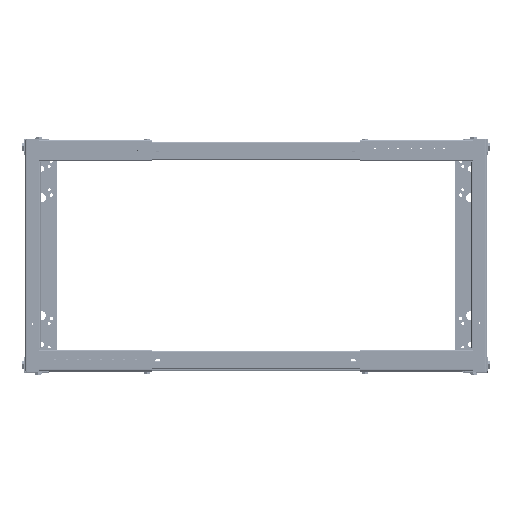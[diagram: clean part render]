
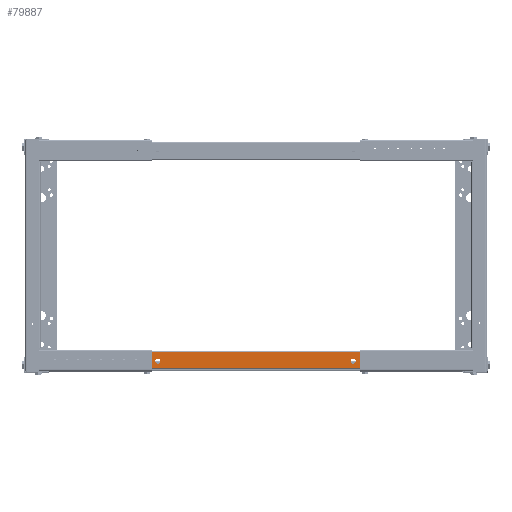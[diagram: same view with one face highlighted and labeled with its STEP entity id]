
A CAD part, top view. The second image highlights one B-rep face of the part: STEP entity #79887.
In plain terms, the highlighted face is planar.
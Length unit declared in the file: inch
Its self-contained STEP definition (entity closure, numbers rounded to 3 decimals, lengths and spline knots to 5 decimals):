
#5 = EDGE_LOOP ( 'NONE', ( #4811, #26513 ) ) ;
#1273 = CARTESIAN_POINT ( 'NONE',  ( -0.11811, 0.34028, -8.26575 ) ) ;
#2646 = CARTESIAN_POINT ( 'NONE',  ( -0.11811, 0.34028, -9.48819 ) ) ;
#3528 = DIRECTION ( 'NONE',  ( 0., -1., 0. ) ) ;
#3901 = AXIS2_PLACEMENT_3D ( 'NONE', #76340, #63019, #42124 ) ;
#4668 = LINE ( 'NONE', #71757, #40438 ) ;
#4811 = ORIENTED_EDGE ( 'NONE', *, *, #35130, .T. ) ;
#6778 = ORIENTED_EDGE ( 'NONE', *, *, #44771, .T. ) ;
#6893 = DIRECTION ( 'NONE',  ( 0., -1., 0. ) ) ;
#8443 = ORIENTED_EDGE ( 'NONE', *, *, #46170, .T. ) ;
#9304 = VERTEX_POINT ( 'NONE', #84453 ) ;
#12231 = CIRCLE ( 'NONE', #40580, 0.22244 ) ;
#13119 = CARTESIAN_POINT ( 'NONE',  ( -0.68898, 0.34028, 9.84252 ) ) ;
#15115 = ORIENTED_EDGE ( 'NONE', *, *, #72510, .T. ) ;
#15549 = VECTOR ( 'NONE', #68183, 39.37008 ) ;
#16798 = VERTEX_POINT ( 'NONE', #53816 ) ;
#16916 = VERTEX_POINT ( 'NONE', #69343 ) ;
#17478 = AXIS2_PLACEMENT_3D ( 'NONE', #2646, #3528, #50616 ) ;
#17992 = EDGE_LOOP ( 'NONE', ( #8443, #18129 ) ) ;
#18129 = ORIENTED_EDGE ( 'NONE', *, *, #27008, .T. ) ;
#18446 = EDGE_CURVE ( 'NONE', #68697, #51206, #50153, .T. ) ;
#18621 = AXIS2_PLACEMENT_3D ( 'NONE', #71247, #43699, #44579 ) ;
#18841 = ORIENTED_EDGE ( 'NONE', *, *, #61390, .T. ) ;
#19014 = AXIS2_PLACEMENT_3D ( 'NONE', #20993, #48536, #28539 ) ;
#20350 = CARTESIAN_POINT ( 'NONE',  ( -0.11811, 0.34028, -9.26575 ) ) ;
#20466 = CIRCLE ( 'NONE', #19014, 0.22244 ) ;
#20993 = CARTESIAN_POINT ( 'NONE',  ( -0.11811, 0.34028, 8.48819 ) ) ;
#21366 = VECTOR ( 'NONE', #84339, 39.37008 ) ;
#22618 = VERTEX_POINT ( 'NONE', #20350 ) ;
#26513 = ORIENTED_EDGE ( 'NONE', *, *, #67043, .T. ) ;
#26986 = DIRECTION ( 'NONE',  ( 0., 0., -1. ) ) ;
#27008 = EDGE_CURVE ( 'NONE', #16798, #46411, #60638, .T. ) ;
#27717 = CARTESIAN_POINT ( 'NONE',  ( -0.11811, 0.34028, 8.71063 ) ) ;
#28539 = DIRECTION ( 'NONE',  ( 0., 0., 1. ) ) ;
#29424 = AXIS2_PLACEMENT_3D ( 'NONE', #78819, #38370, #72582 ) ;
#29561 = FACE_BOUND ( 'NONE', #5, .T. ) ;
#30605 = EDGE_CURVE ( 'NONE', #67699, #56852, #47746, .T. ) ;
#30802 = CIRCLE ( 'NONE', #29424, 0.22244 ) ;
#31754 = DIRECTION ( 'NONE',  ( 0., 0., 1. ) ) ;
#32469 = VECTOR ( 'NONE', #26986, 39.37008 ) ;
#32552 = AXIS2_PLACEMENT_3D ( 'NONE', #60801, #74141, #83748 ) ;
#33155 = AXIS2_PLACEMENT_3D ( 'NONE', #67752, #6893, #39330 ) ;
#33698 = FACE_BOUND ( 'NONE', #17992, .T. ) ;
#35130 = EDGE_CURVE ( 'NONE', #22618, #54017, #52927, .T. ) ;
#38370 = DIRECTION ( 'NONE',  ( 0., -1., 0. ) ) ;
#39030 = ORIENTED_EDGE ( 'NONE', *, *, #75241, .T. ) ;
#39330 = DIRECTION ( 'NONE',  ( 0., 0., 1. ) ) ;
#40399 = CIRCLE ( 'NONE', #54612, 0.22244 ) ;
#40438 = VECTOR ( 'NONE', #31754, 39.37008 ) ;
#40580 = AXIS2_PLACEMENT_3D ( 'NONE', #51965, #44863, #71100 ) ;
#41086 = CARTESIAN_POINT ( 'NONE',  ( 0., 0.34028, -9.84252 ) ) ;
#42124 = DIRECTION ( 'NONE',  ( 0., 0., 1. ) ) ;
#43699 = DIRECTION ( 'NONE',  ( 0., -1., 0. ) ) ;
#44579 = DIRECTION ( 'NONE',  ( 0., 0., 1. ) ) ;
#44771 = EDGE_CURVE ( 'NONE', #9304, #45753, #40399, .T. ) ;
#44863 = DIRECTION ( 'NONE',  ( 0., -1., 0. ) ) ;
#45566 = CIRCLE ( 'NONE', #18621, 0.22244 ) ;
#45753 = VERTEX_POINT ( 'NONE', #65404 ) ;
#46170 = EDGE_CURVE ( 'NONE', #46411, #16798, #12231, .T. ) ;
#46411 = VERTEX_POINT ( 'NONE', #1273 ) ;
#46560 = VERTEX_POINT ( 'NONE', #27717 ) ;
#47746 = LINE ( 'NONE', #41086, #15549 ) ;
#48536 = DIRECTION ( 'NONE',  ( 0., -1., 0. ) ) ;
#50153 = LINE ( 'NONE', #71890, #21366 ) ;
#50616 = DIRECTION ( 'NONE',  ( 0., 0., 1. ) ) ;
#51194 = EDGE_CURVE ( 'NONE', #16916, #46560, #20466, .T. ) ;
#51206 = VERTEX_POINT ( 'NONE', #68535 ) ;
#51965 = CARTESIAN_POINT ( 'NONE',  ( -0.11811, 0.34028, -8.48819 ) ) ;
#52927 = CIRCLE ( 'NONE', #17478, 0.22244 ) ;
#53816 = CARTESIAN_POINT ( 'NONE',  ( -0.11811, 0.34028, -8.71063 ) ) ;
#54017 = VERTEX_POINT ( 'NONE', #58627 ) ;
#54144 = FACE_BOUND ( 'NONE', #82712, .T. ) ;
#54351 = DIRECTION ( 'NONE',  ( 0., 0., 1. ) ) ;
#54612 = AXIS2_PLACEMENT_3D ( 'NONE', #81004, #79706, #54351 ) ;
#55977 = CARTESIAN_POINT ( 'NONE',  ( -0.68898, 0.34028, -9.84252 ) ) ;
#56666 = FACE_OUTER_BOUND ( 'NONE', #73547, .T. ) ;
#56852 = VERTEX_POINT ( 'NONE', #82734 ) ;
#58627 = CARTESIAN_POINT ( 'NONE',  ( -0.11811, 0.34028, -9.71063 ) ) ;
#59267 = EDGE_CURVE ( 'NONE', #51206, #56852, #66542, .T. ) ;
#60638 = CIRCLE ( 'NONE', #3901, 0.22244 ) ;
#60801 = CARTESIAN_POINT ( 'NONE',  ( 0.80709, 0.34028, -9.84252 ) ) ;
#61390 = EDGE_CURVE ( 'NONE', #45753, #9304, #30802, .T. ) ;
#63019 = DIRECTION ( 'NONE',  ( 0., -1., 0. ) ) ;
#65404 = CARTESIAN_POINT ( 'NONE',  ( -0.11811, 0.34028, 9.71063 ) ) ;
#66542 = LINE ( 'NONE', #74968, #32469 ) ;
#67043 = EDGE_CURVE ( 'NONE', #54017, #22618, #45566, .T. ) ;
#67699 = VERTEX_POINT ( 'NONE', #55977 ) ;
#67752 = CARTESIAN_POINT ( 'NONE',  ( -0.11811, 0.34028, 8.48819 ) ) ;
#67910 = FACE_BOUND ( 'NONE', #79176, .T. ) ;
#68183 = DIRECTION ( 'NONE',  ( 1., 0., 0. ) ) ;
#68535 = CARTESIAN_POINT ( 'NONE',  ( 0.68898, 0.34028, 9.84252 ) ) ;
#68697 = VERTEX_POINT ( 'NONE', #13119 ) ;
#69343 = CARTESIAN_POINT ( 'NONE',  ( -0.11811, 0.34028, 8.26575 ) ) ;
#70987 = ORIENTED_EDGE ( 'NONE', *, *, #51194, .T. ) ;
#71100 = DIRECTION ( 'NONE',  ( 0., 0., 1. ) ) ;
#71247 = CARTESIAN_POINT ( 'NONE',  ( -0.11811, 0.34028, -9.48819 ) ) ;
#71757 = CARTESIAN_POINT ( 'NONE',  ( -0.68898, 0.34028, -9.84252 ) ) ;
#71890 = CARTESIAN_POINT ( 'NONE',  ( 0., 0.34028, 9.84252 ) ) ;
#72510 = EDGE_CURVE ( 'NONE', #46560, #16916, #81416, .T. ) ;
#72582 = DIRECTION ( 'NONE',  ( 0., 0., 1. ) ) ;
#73547 = EDGE_LOOP ( 'NONE', ( #78225, #80395, #39030, #74115 ) ) ;
#74115 = ORIENTED_EDGE ( 'NONE', *, *, #18446, .T. ) ;
#74141 = DIRECTION ( 'NONE',  ( 0., 1., 0. ) ) ;
#74968 = CARTESIAN_POINT ( 'NONE',  ( 0.68898, 0.34028, -9.84252 ) ) ;
#75241 = EDGE_CURVE ( 'NONE', #67699, #68697, #4668, .T. ) ;
#76340 = CARTESIAN_POINT ( 'NONE',  ( -0.11811, 0.34028, -8.48819 ) ) ;
#78225 = ORIENTED_EDGE ( 'NONE', *, *, #59267, .T. ) ;
#78819 = CARTESIAN_POINT ( 'NONE',  ( -0.11811, 0.34028, 9.48819 ) ) ;
#79176 = EDGE_LOOP ( 'NONE', ( #18841, #6778 ) ) ;
#79706 = DIRECTION ( 'NONE',  ( 0., -1., 0. ) ) ;
#79887 = ADVANCED_FACE ( 'NONE', ( #33698, #29561, #54144, #67910, #56666 ), #81234, .T. ) ;
#80395 = ORIENTED_EDGE ( 'NONE', *, *, #30605, .F. ) ;
#81004 = CARTESIAN_POINT ( 'NONE',  ( -0.11811, 0.34028, 9.48819 ) ) ;
#81234 = PLANE ( 'NONE',  #32552 ) ;
#81416 = CIRCLE ( 'NONE', #33155, 0.22244 ) ;
#82712 = EDGE_LOOP ( 'NONE', ( #15115, #70987 ) ) ;
#82734 = CARTESIAN_POINT ( 'NONE',  ( 0.68898, 0.34028, -9.84252 ) ) ;
#83748 = DIRECTION ( 'NONE',  ( 0., 0., 1. ) ) ;
#84339 = DIRECTION ( 'NONE',  ( 1., 0., 0. ) ) ;
#84453 = CARTESIAN_POINT ( 'NONE',  ( -0.11811, 0.34028, 9.26575 ) ) ;
